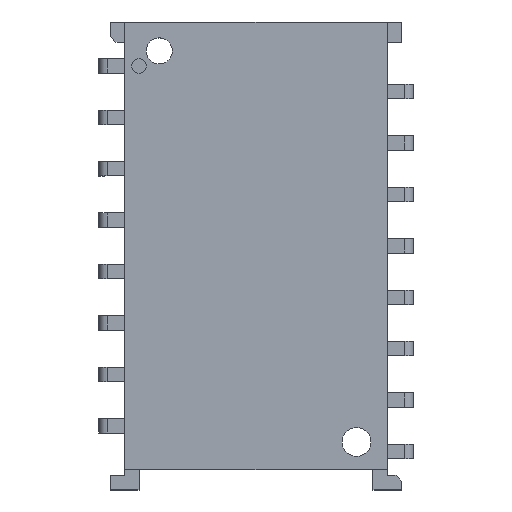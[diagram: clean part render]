
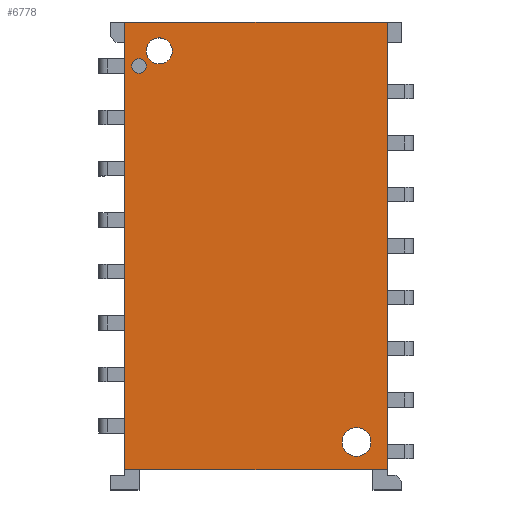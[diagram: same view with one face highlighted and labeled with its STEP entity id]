
A CAD part, top view. The second image highlights one B-rep face of the part: STEP entity #6778.
In plain terms, the highlighted planar face has unit normal (0, 0, 1).
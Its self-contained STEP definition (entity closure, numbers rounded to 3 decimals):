
#35 = DIRECTION ( 'NONE',  ( 0., 0., -1. ) ) ;
#46 = VERTEX_POINT ( 'NONE', #5785 ) ;
#47 = DIRECTION ( 'NONE',  ( -1., 0., 0. ) ) ;
#123 = VECTOR ( 'NONE', #2647, 1000. ) ;
#350 = VERTEX_POINT ( 'NONE', #3524 ) ;
#418 = ORIENTED_EDGE ( 'NONE', *, *, #2131, .T. ) ;
#431 = DIRECTION ( 'NONE',  ( 0., 0., -1. ) ) ;
#632 = FACE_OUTER_BOUND ( 'NONE', #5600, .T. ) ;
#662 = AXIS2_PLACEMENT_3D ( 'NONE', #6391, #5013, #3037 ) ;
#670 = CARTESIAN_POINT ( 'NONE',  ( -4.55, -8.32, 0. ) ) ;
#728 = CARTESIAN_POINT ( 'NONE',  ( -3.35, 6.18, 0. ) ) ;
#854 = EDGE_LOOP ( 'NONE', ( #8477, #3813 ) ) ;
#953 = VECTOR ( 'NONE', #7441, 1000. ) ;
#1006 = CIRCLE ( 'NONE', #6373, 0.25 ) ;
#1019 = CARTESIAN_POINT ( 'NONE',  ( -4.55, 7.18, 0. ) ) ;
#1101 = EDGE_CURVE ( 'NONE', #8168, #3040, #6604, .T. ) ;
#1117 = CIRCLE ( 'NONE', #4964, 0.45 ) ;
#1232 = ORIENTED_EDGE ( 'NONE', *, *, #2676, .T. ) ;
#1235 = AXIS2_PLACEMENT_3D ( 'NONE', #7010, #6442, #4371 ) ;
#1393 = ORIENTED_EDGE ( 'NONE', *, *, #2917, .F. ) ;
#1456 = CARTESIAN_POINT ( 'NONE',  ( 2.98, -7.36, 0. ) ) ;
#1530 = ORIENTED_EDGE ( 'NONE', *, *, #6519, .F. ) ;
#1601 = AXIS2_PLACEMENT_3D ( 'NONE', #3512, #431, #4859 ) ;
#1754 = FACE_BOUND ( 'NONE', #854, .T. ) ;
#1893 = DIRECTION ( 'NONE',  ( 1., 0., 0. ) ) ;
#1920 = FACE_BOUND ( 'NONE', #5808, .T. ) ;
#2131 = EDGE_CURVE ( 'NONE', #4403, #46, #7277, .T. ) ;
#2288 = VERTEX_POINT ( 'NONE', #7987 ) ;
#2427 = VECTOR ( 'NONE', #4196, 1000. ) ;
#2457 = DIRECTION ( 'NONE',  ( 0., 0., -1. ) ) ;
#2647 = DIRECTION ( 'NONE',  ( 0., 1., 0. ) ) ;
#2669 = LINE ( 'NONE', #5899, #5914 ) ;
#2676 = EDGE_CURVE ( 'NONE', #2288, #3730, #1006, .T. ) ;
#2793 = DIRECTION ( 'NONE',  ( 1., 0., 0. ) ) ;
#2917 = EDGE_CURVE ( 'NONE', #4591, #8168, #6797, .T. ) ;
#2941 = EDGE_CURVE ( 'NONE', #6674, #2973, #3123, .T. ) ;
#2973 = VERTEX_POINT ( 'NONE', #4946 ) ;
#3037 = DIRECTION ( 'NONE',  ( 1., 0., 0. ) ) ;
#3040 = VERTEX_POINT ( 'NONE', #3763 ) ;
#3123 = CIRCLE ( 'NONE', #1601, 0.5 ) ;
#3238 = ORIENTED_EDGE ( 'NONE', *, *, #7191, .T. ) ;
#3512 = CARTESIAN_POINT ( 'NONE',  ( 3.48, -7.36, 0. ) ) ;
#3524 = CARTESIAN_POINT ( 'NONE',  ( 4.55, 7.18, 0. ) ) ;
#3598 = LINE ( 'NONE', #1019, #953 ) ;
#3680 = ORIENTED_EDGE ( 'NONE', *, *, #1101, .F. ) ;
#3730 = VERTEX_POINT ( 'NONE', #7783 ) ;
#3763 = CARTESIAN_POINT ( 'NONE',  ( -4.55, 7.18, 0. ) ) ;
#3813 = ORIENTED_EDGE ( 'NONE', *, *, #2941, .T. ) ;
#3977 = ORIENTED_EDGE ( 'NONE', *, *, #5420, .F. ) ;
#4004 = EDGE_LOOP ( 'NONE', ( #8301, #1232 ) ) ;
#4083 = CIRCLE ( 'NONE', #8494, 0.5 ) ;
#4196 = DIRECTION ( 'NONE',  ( -1., 0., 0. ) ) ;
#4365 = CIRCLE ( 'NONE', #662, 0.25 ) ;
#4371 = DIRECTION ( 'NONE',  ( 1., 0., 0. ) ) ;
#4403 = VERTEX_POINT ( 'NONE', #7992 ) ;
#4442 = EDGE_CURVE ( 'NONE', #2973, #6674, #4083, .T. ) ;
#4591 = VERTEX_POINT ( 'NONE', #5181 ) ;
#4818 = EDGE_CURVE ( 'NONE', #3730, #2288, #4365, .T. ) ;
#4854 = DIRECTION ( 'NONE',  ( 0., 0., -1. ) ) ;
#4859 = DIRECTION ( 'NONE',  ( 1., 0., 0. ) ) ;
#4946 = CARTESIAN_POINT ( 'NONE',  ( 3.98, -7.36, 0. ) ) ;
#4964 = AXIS2_PLACEMENT_3D ( 'NONE', #6599, #35, #8490 ) ;
#5013 = DIRECTION ( 'NONE',  ( 0., 0., -1. ) ) ;
#5181 = CARTESIAN_POINT ( 'NONE',  ( 4.55, -8.32, 0. ) ) ;
#5420 = EDGE_CURVE ( 'NONE', #3040, #350, #3598, .T. ) ;
#5600 = EDGE_LOOP ( 'NONE', ( #1393, #1530, #3977, #3680 ) ) ;
#5672 = CARTESIAN_POINT ( 'NONE',  ( -4.55, -8.32, 0. ) ) ;
#5677 = CARTESIAN_POINT ( 'NONE',  ( 4.55, -8.32, 0. ) ) ;
#5758 = FACE_BOUND ( 'NONE', #4004, .T. ) ;
#5785 = CARTESIAN_POINT ( 'NONE',  ( -3.8, 6.18, 0. ) ) ;
#5808 = EDGE_LOOP ( 'NONE', ( #3238, #418 ) ) ;
#5899 = CARTESIAN_POINT ( 'NONE',  ( 4.55, 7.18, 0. ) ) ;
#5914 = VECTOR ( 'NONE', #7910, 1000. ) ;
#6373 = AXIS2_PLACEMENT_3D ( 'NONE', #7871, #2457, #1893 ) ;
#6391 = CARTESIAN_POINT ( 'NONE',  ( -4.05, 5.66, 0. ) ) ;
#6442 = DIRECTION ( 'NONE',  ( 0., 0., 1. ) ) ;
#6519 = EDGE_CURVE ( 'NONE', #350, #4591, #2669, .T. ) ;
#6599 = CARTESIAN_POINT ( 'NONE',  ( -3.35, 6.18, 0. ) ) ;
#6604 = LINE ( 'NONE', #670, #123 ) ;
#6674 = VERTEX_POINT ( 'NONE', #1456 ) ;
#6778 = ADVANCED_FACE ( 'NONE', ( #5758, #1920, #1754, #632 ), #7540, .T. ) ;
#6797 = LINE ( 'NONE', #5677, #2427 ) ;
#7010 = CARTESIAN_POINT ( 'NONE',  ( 0., -0.57, 0. ) ) ;
#7191 = EDGE_CURVE ( 'NONE', #46, #4403, #1117, .T. ) ;
#7277 = CIRCLE ( 'NONE', #7688, 0.45 ) ;
#7441 = DIRECTION ( 'NONE',  ( 1., 0., 0. ) ) ;
#7540 = PLANE ( 'NONE',  #1235 ) ;
#7688 = AXIS2_PLACEMENT_3D ( 'NONE', #728, #7942, #47 ) ;
#7783 = CARTESIAN_POINT ( 'NONE',  ( -3.8, 5.66, 0. ) ) ;
#7871 = CARTESIAN_POINT ( 'NONE',  ( -4.05, 5.66, 0. ) ) ;
#7910 = DIRECTION ( 'NONE',  ( 0., -1., 0. ) ) ;
#7942 = DIRECTION ( 'NONE',  ( 0., 0., -1. ) ) ;
#7987 = CARTESIAN_POINT ( 'NONE',  ( -4.3, 5.66, 0. ) ) ;
#7992 = CARTESIAN_POINT ( 'NONE',  ( -2.9, 6.18, 0. ) ) ;
#8167 = CARTESIAN_POINT ( 'NONE',  ( 3.48, -7.36, 0. ) ) ;
#8168 = VERTEX_POINT ( 'NONE', #5672 ) ;
#8301 = ORIENTED_EDGE ( 'NONE', *, *, #4818, .T. ) ;
#8477 = ORIENTED_EDGE ( 'NONE', *, *, #4442, .T. ) ;
#8490 = DIRECTION ( 'NONE',  ( -1., 0., 0. ) ) ;
#8494 = AXIS2_PLACEMENT_3D ( 'NONE', #8167, #4854, #2793 ) ;
